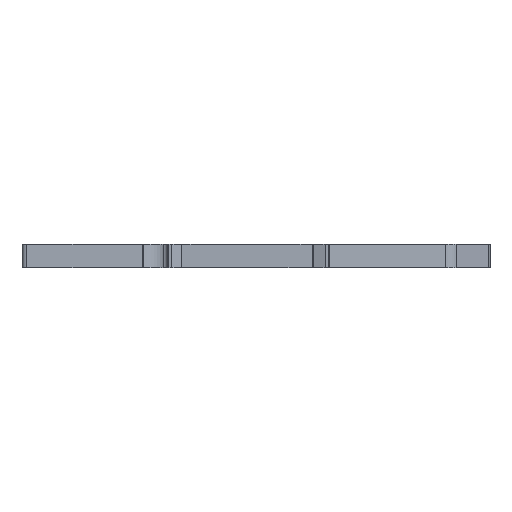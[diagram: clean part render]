
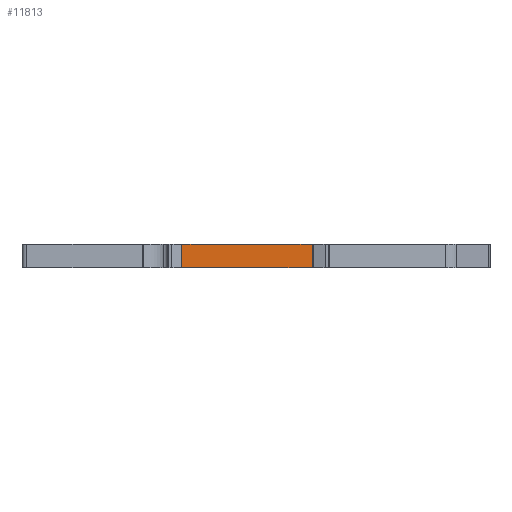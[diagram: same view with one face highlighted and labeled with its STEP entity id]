
A CAD part, front view. The second image highlights one B-rep face of the part: STEP entity #11813.
In plain terms, the highlighted planar face has unit normal (0, -1, 0).
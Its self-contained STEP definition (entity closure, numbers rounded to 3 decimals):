
#294 = AXIS2_PLACEMENT_3D ( 'NONE', #10902, #17471, #12502 ) ;
#388 = EDGE_CURVE ( 'NONE', #10115, #10205, #9678, .T. ) ;
#777 = ORIENTED_EDGE ( 'NONE', *, *, #2196, .F. ) ;
#1422 = FACE_OUTER_BOUND ( 'NONE', #15915, .T. ) ;
#1444 = VECTOR ( 'NONE', #17153, 1000. ) ;
#1539 = CARTESIAN_POINT ( 'NONE',  ( -11.825, -72.914, 5. ) ) ;
#2196 = EDGE_CURVE ( 'NONE', #4604, #4182, #19662, .T. ) ;
#2641 = CARTESIAN_POINT ( 'NONE',  ( 16.5, -72.914, -100.893 ) ) ;
#3019 = CARTESIAN_POINT ( 'NONE',  ( 16.5, -72.914, 5. ) ) ;
#3486 = LINE ( 'NONE', #1539, #16336 ) ;
#3791 = DIRECTION ( 'NONE',  ( 0., 0., 1. ) ) ;
#4182 = VERTEX_POINT ( 'NONE', #8158 ) ;
#4604 = VERTEX_POINT ( 'NONE', #14316 ) ;
#5369 = VECTOR ( 'NONE', #16913, 1000. ) ;
#5426 = VECTOR ( 'NONE', #3791, 1000. ) ;
#6569 = ORIENTED_EDGE ( 'NONE', *, *, #11212, .F. ) ;
#7277 = CARTESIAN_POINT ( 'NONE',  ( -11.825, -72.914, 0. ) ) ;
#8158 = CARTESIAN_POINT ( 'NONE',  ( -3.4, -72.914, 5. ) ) ;
#9295 = CARTESIAN_POINT ( 'NONE',  ( -11.825, -72.914, 0. ) ) ;
#9624 = LINE ( 'NONE', #7277, #5369 ) ;
#9678 = LINE ( 'NONE', #2641, #5426 ) ;
#10091 = DIRECTION ( 'NONE',  ( 1., 0., 0. ) ) ;
#10115 = VERTEX_POINT ( 'NONE', #13750 ) ;
#10117 = VECTOR ( 'NONE', #10091, 1000. ) ;
#10128 = ORIENTED_EDGE ( 'NONE', *, *, #12454, .F. ) ;
#10205 = VERTEX_POINT ( 'NONE', #3019 ) ;
#10902 = CARTESIAN_POINT ( 'NONE',  ( -11.825, -72.914, -100.893 ) ) ;
#11212 = EDGE_CURVE ( 'NONE', #19293, #4604, #18993, .T. ) ;
#11813 = ADVANCED_FACE ( 'NONE', ( #1422 ), #20467, .T. ) ;
#12216 = ORIENTED_EDGE ( 'NONE', *, *, #388, .T. ) ;
#12454 = EDGE_CURVE ( 'NONE', #10115, #19293, #9624, .T. ) ;
#12502 = DIRECTION ( 'NONE',  ( 0., 0., -1. ) ) ;
#12870 = DIRECTION ( 'NONE',  ( 1., 0., 0. ) ) ;
#13750 = CARTESIAN_POINT ( 'NONE',  ( 16.5, -72.914, 0. ) ) ;
#14316 = CARTESIAN_POINT ( 'NONE',  ( -11.825, -72.914, 5. ) ) ;
#15915 = EDGE_LOOP ( 'NONE', ( #777, #6569, #10128, #12216, #19881 ) ) ;
#16287 = CARTESIAN_POINT ( 'NONE',  ( -11.825, -72.914, 5. ) ) ;
#16336 = VECTOR ( 'NONE', #12870, 1000. ) ;
#16913 = DIRECTION ( 'NONE',  ( -1., 0., 0. ) ) ;
#17153 = DIRECTION ( 'NONE',  ( 0., 0., 1. ) ) ;
#17471 = DIRECTION ( 'NONE',  ( 0., -1., 0. ) ) ;
#18993 = LINE ( 'NONE', #20144, #1444 ) ;
#19293 = VERTEX_POINT ( 'NONE', #9295 ) ;
#19662 = LINE ( 'NONE', #16287, #10117 ) ;
#19881 = ORIENTED_EDGE ( 'NONE', *, *, #20152, .F. ) ;
#20144 = CARTESIAN_POINT ( 'NONE',  ( -11.825, -72.914, -100.893 ) ) ;
#20152 = EDGE_CURVE ( 'NONE', #4182, #10205, #3486, .T. ) ;
#20467 = PLANE ( 'NONE',  #294 ) ;
